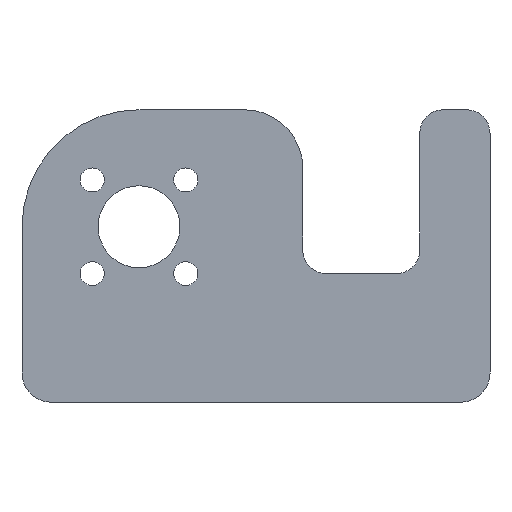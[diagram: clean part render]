
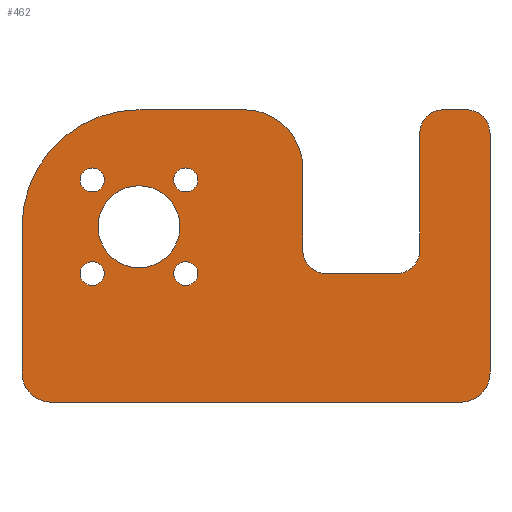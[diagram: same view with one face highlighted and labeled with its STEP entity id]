
A CAD part, front view. The second image highlights one B-rep face of the part: STEP entity #462.
In plain terms, the highlighted planar face has unit normal (0, -1, 0).
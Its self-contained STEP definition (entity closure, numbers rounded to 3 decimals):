
#15=FACE_BOUND('',#61,.T.);
#16=FACE_BOUND('',#62,.T.);
#17=FACE_BOUND('',#63,.T.);
#18=FACE_BOUND('',#64,.T.);
#19=FACE_BOUND('',#65,.T.);
#26=PLANE('',#507);
#37=FACE_OUTER_BOUND('',#60,.T.);
#60=EDGE_LOOP('',(#319,#320,#321,#322,#323,#324,#325,#326,#327,#328,#329,
#330,#331,#332,#333,#334));
#61=EDGE_LOOP('',(#335));
#62=EDGE_LOOP('',(#336));
#63=EDGE_LOOP('',(#337));
#64=EDGE_LOOP('',(#338));
#65=EDGE_LOOP('',(#339));
#93=LINE('',#716,#130);
#96=LINE('',#722,#133);
#97=LINE('',#726,#134);
#98=LINE('',#730,#135);
#99=LINE('',#734,#136);
#100=LINE('',#738,#137);
#101=LINE('',#742,#138);
#102=LINE('',#746,#139);
#130=VECTOR('',#569,10.);
#133=VECTOR('',#574,10.);
#134=VECTOR('',#577,10.);
#135=VECTOR('',#580,10.);
#136=VECTOR('',#583,10.);
#137=VECTOR('',#586,10.);
#138=VECTOR('',#589,10.);
#139=VECTOR('',#592,10.);
#166=CIRCLE('',#505,5.);
#167=CIRCLE('',#508,5.);
#168=CIRCLE('',#509,4.);
#169=CIRCLE('',#510,4.);
#170=CIRCLE('',#511,4.);
#171=CIRCLE('',#512,4.);
#172=CIRCLE('',#513,10.);
#173=CIRCLE('',#514,20.);
#174=CIRCLE('',#515,7.);
#175=CIRCLE('',#516,2.05);
#176=CIRCLE('',#517,2.05);
#177=CIRCLE('',#518,2.05);
#178=CIRCLE('',#519,2.05);
#198=VERTEX_POINT('',#709);
#199=VERTEX_POINT('',#711);
#200=VERTEX_POINT('',#715);
#202=VERTEX_POINT('',#721);
#203=VERTEX_POINT('',#723);
#204=VERTEX_POINT('',#725);
#205=VERTEX_POINT('',#727);
#206=VERTEX_POINT('',#729);
#207=VERTEX_POINT('',#731);
#208=VERTEX_POINT('',#733);
#209=VERTEX_POINT('',#735);
#210=VERTEX_POINT('',#737);
#211=VERTEX_POINT('',#739);
#212=VERTEX_POINT('',#741);
#213=VERTEX_POINT('',#743);
#214=VERTEX_POINT('',#745);
#215=VERTEX_POINT('',#748);
#216=VERTEX_POINT('',#750);
#217=VERTEX_POINT('',#752);
#218=VERTEX_POINT('',#754);
#219=VERTEX_POINT('',#756);
#245=EDGE_CURVE('',#198,#199,#166,.T.);
#247=EDGE_CURVE('',#199,#200,#93,.T.);
#250=EDGE_CURVE('',#202,#198,#96,.T.);
#251=EDGE_CURVE('',#203,#202,#167,.T.);
#252=EDGE_CURVE('',#204,#203,#97,.T.);
#253=EDGE_CURVE('',#205,#204,#168,.T.);
#254=EDGE_CURVE('',#206,#205,#98,.T.);
#255=EDGE_CURVE('',#207,#206,#169,.T.);
#256=EDGE_CURVE('',#208,#207,#99,.T.);
#257=EDGE_CURVE('',#209,#208,#170,.T.);
#258=EDGE_CURVE('',#210,#209,#100,.T.);
#259=EDGE_CURVE('',#211,#210,#171,.T.);
#260=EDGE_CURVE('',#212,#211,#101,.T.);
#261=EDGE_CURVE('',#213,#212,#172,.T.);
#262=EDGE_CURVE('',#214,#213,#102,.T.);
#263=EDGE_CURVE('',#200,#214,#173,.T.);
#264=EDGE_CURVE('',#215,#215,#174,.T.);
#265=EDGE_CURVE('',#216,#216,#175,.T.);
#266=EDGE_CURVE('',#217,#217,#176,.T.);
#267=EDGE_CURVE('',#218,#218,#177,.T.);
#268=EDGE_CURVE('',#219,#219,#178,.T.);
#319=ORIENTED_EDGE('',*,*,#245,.F.);
#320=ORIENTED_EDGE('',*,*,#250,.F.);
#321=ORIENTED_EDGE('',*,*,#251,.F.);
#322=ORIENTED_EDGE('',*,*,#252,.F.);
#323=ORIENTED_EDGE('',*,*,#253,.F.);
#324=ORIENTED_EDGE('',*,*,#254,.F.);
#325=ORIENTED_EDGE('',*,*,#255,.F.);
#326=ORIENTED_EDGE('',*,*,#256,.F.);
#327=ORIENTED_EDGE('',*,*,#257,.F.);
#328=ORIENTED_EDGE('',*,*,#258,.F.);
#329=ORIENTED_EDGE('',*,*,#259,.F.);
#330=ORIENTED_EDGE('',*,*,#260,.F.);
#331=ORIENTED_EDGE('',*,*,#261,.F.);
#332=ORIENTED_EDGE('',*,*,#262,.F.);
#333=ORIENTED_EDGE('',*,*,#263,.F.);
#334=ORIENTED_EDGE('',*,*,#247,.F.);
#335=ORIENTED_EDGE('',*,*,#264,.T.);
#336=ORIENTED_EDGE('',*,*,#265,.T.);
#337=ORIENTED_EDGE('',*,*,#266,.T.);
#338=ORIENTED_EDGE('',*,*,#267,.T.);
#339=ORIENTED_EDGE('',*,*,#268,.T.);
#462=ADVANCED_FACE('',(#37,#15,#16,#17,#18,#19),#26,.F.);
#505=AXIS2_PLACEMENT_3D('',#712,#564,#565);
#507=AXIS2_PLACEMENT_3D('',#720,#572,#573);
#508=AXIS2_PLACEMENT_3D('',#724,#575,#576);
#509=AXIS2_PLACEMENT_3D('',#728,#578,#579);
#510=AXIS2_PLACEMENT_3D('',#732,#581,#582);
#511=AXIS2_PLACEMENT_3D('',#736,#584,#585);
#512=AXIS2_PLACEMENT_3D('',#740,#587,#588);
#513=AXIS2_PLACEMENT_3D('',#744,#590,#591);
#514=AXIS2_PLACEMENT_3D('',#747,#593,#594);
#515=AXIS2_PLACEMENT_3D('',#749,#595,#596);
#516=AXIS2_PLACEMENT_3D('',#751,#597,#598);
#517=AXIS2_PLACEMENT_3D('',#753,#599,#600);
#518=AXIS2_PLACEMENT_3D('',#755,#601,#602);
#519=AXIS2_PLACEMENT_3D('',#757,#603,#604);
#564=DIRECTION('center_axis',(0.,1.,0.));
#565=DIRECTION('ref_axis',(-0.707,0.,-0.707));
#569=DIRECTION('',(0.,0.,1.));
#572=DIRECTION('center_axis',(0.,1.,0.));
#573=DIRECTION('ref_axis',(0.,0.,1.));
#574=DIRECTION('',(-1.,0.,0.));
#575=DIRECTION('center_axis',(0.,1.,0.));
#576=DIRECTION('ref_axis',(0.707,0.,-0.707));
#577=DIRECTION('',(0.,0.,-1.));
#578=DIRECTION('center_axis',(0.,1.,0.));
#579=DIRECTION('ref_axis',(0.,0.,1.));
#580=DIRECTION('',(1.,0.,0.));
#581=DIRECTION('center_axis',(0.,1.,0.));
#582=DIRECTION('ref_axis',(-1.,0.,0.));
#583=DIRECTION('',(0.,0.,1.));
#584=DIRECTION('center_axis',(0.,-1.,0.));
#585=DIRECTION('ref_axis',(-1.,0.,0.));
#586=DIRECTION('',(1.,0.,0.));
#587=DIRECTION('center_axis',(0.,-1.,0.));
#588=DIRECTION('ref_axis',(0.,0.,1.));
#589=DIRECTION('',(0.,0.,-1.));
#590=DIRECTION('center_axis',(0.,1.,0.));
#591=DIRECTION('ref_axis',(0.,0.,1.));
#592=DIRECTION('',(1.,0.,0.));
#593=DIRECTION('center_axis',(0.,1.,0.));
#594=DIRECTION('ref_axis',(0.,0.,-1.));
#595=DIRECTION('center_axis',(0.,1.,0.));
#596=DIRECTION('ref_axis',(1.,0.,0.));
#597=DIRECTION('center_axis',(0.,1.,0.));
#598=DIRECTION('ref_axis',(1.,0.,0.));
#599=DIRECTION('center_axis',(0.,1.,0.));
#600=DIRECTION('ref_axis',(1.,0.,0.));
#601=DIRECTION('center_axis',(0.,1.,0.));
#602=DIRECTION('ref_axis',(1.,0.,0.));
#603=DIRECTION('center_axis',(0.,1.,0.));
#604=DIRECTION('ref_axis',(1.,0.,0.));
#709=CARTESIAN_POINT('',(9.,0.,-49.));
#711=CARTESIAN_POINT('',(4.,0.,-44.));
#712=CARTESIAN_POINT('Origin',(9.,0.,-44.));
#715=CARTESIAN_POINT('',(4.,0.,-19.));
#716=CARTESIAN_POINT('',(4.,0.,-49.));
#720=CARTESIAN_POINT('Origin',(44.,0.,-19.));
#721=CARTESIAN_POINT('',(79.,0.,-49.));
#722=CARTESIAN_POINT('',(84.,0.,-49.));
#723=CARTESIAN_POINT('',(84.,0.,-44.));
#724=CARTESIAN_POINT('Origin',(79.,0.,-44.));
#725=CARTESIAN_POINT('',(84.,0.,-3.));
#726=CARTESIAN_POINT('',(84.,0.,-3.));
#727=CARTESIAN_POINT('',(80.,0.,1.));
#728=CARTESIAN_POINT('Origin',(80.,0.,-3.));
#729=CARTESIAN_POINT('',(76.,0.,1.));
#730=CARTESIAN_POINT('',(76.,0.,1.));
#731=CARTESIAN_POINT('',(72.,0.,-3.));
#732=CARTESIAN_POINT('Origin',(76.,0.,-3.));
#733=CARTESIAN_POINT('',(72.,0.,-23.));
#734=CARTESIAN_POINT('',(72.,0.,-23.));
#735=CARTESIAN_POINT('',(68.,0.,-27.));
#736=CARTESIAN_POINT('Origin',(68.,0.,-23.));
#737=CARTESIAN_POINT('',(56.,0.,-27.));
#738=CARTESIAN_POINT('',(56.,0.,-27.));
#739=CARTESIAN_POINT('',(52.,0.,-23.));
#740=CARTESIAN_POINT('Origin',(56.,0.,-23.));
#741=CARTESIAN_POINT('',(52.,0.,-9.));
#742=CARTESIAN_POINT('',(52.,0.,-9.));
#743=CARTESIAN_POINT('',(42.,0.,1.));
#744=CARTESIAN_POINT('Origin',(42.,0.,-9.));
#745=CARTESIAN_POINT('',(24.,0.,1.));
#746=CARTESIAN_POINT('',(24.,0.,1.));
#747=CARTESIAN_POINT('Origin',(24.,0.,-19.));
#748=CARTESIAN_POINT('',(17.,0.,-19.));
#749=CARTESIAN_POINT('Origin',(24.,0.,-19.));
#750=CARTESIAN_POINT('',(29.95,0.,-11.));
#751=CARTESIAN_POINT('Origin',(32.,0.,-11.));
#752=CARTESIAN_POINT('',(29.95,0.,-27.));
#753=CARTESIAN_POINT('Origin',(32.,0.,-27.));
#754=CARTESIAN_POINT('',(13.95,0.,-11.));
#755=CARTESIAN_POINT('Origin',(16.,0.,-11.));
#756=CARTESIAN_POINT('',(13.95,0.,-27.));
#757=CARTESIAN_POINT('Origin',(16.,0.,-27.));
